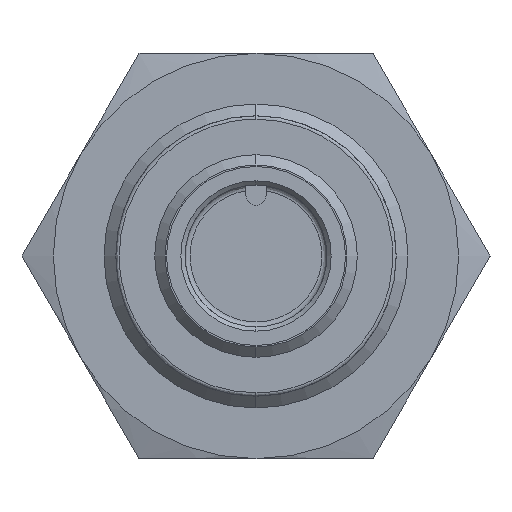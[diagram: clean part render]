
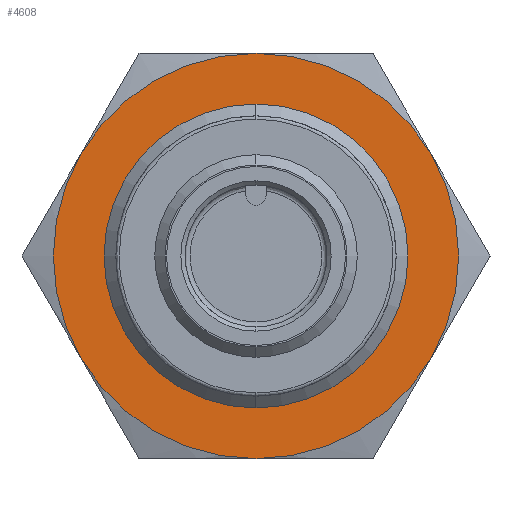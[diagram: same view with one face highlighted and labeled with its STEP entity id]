
A CAD part, left-side view. The second image highlights one B-rep face of the part: STEP entity #4608.
In plain terms, the highlighted planar face has unit normal (-1, 0, 0).
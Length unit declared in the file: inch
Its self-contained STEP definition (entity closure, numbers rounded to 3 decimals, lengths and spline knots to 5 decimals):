
#3 = AXIS2_PLACEMENT_3D ( 'NONE', #5664, #324, #2982 ) ;
#34 = EDGE_CURVE ( 'NONE', #5244, #1801, #433, .T. ) ;
#263 = CIRCLE ( 'NONE', #5080, 0.35433 ) ;
#324 = DIRECTION ( 'NONE',  ( 1., 0., 0. ) ) ;
#422 = EDGE_CURVE ( 'NONE', #4052, #5151, #696, .T. ) ;
#433 = CIRCLE ( 'NONE', #4240, 0.47244 ) ;
#463 = DIRECTION ( 'NONE',  ( 1., 0., 0. ) ) ;
#564 = ORIENTED_EDGE ( 'NONE', *, *, #422, .F. ) ;
#696 = CIRCLE ( 'NONE', #3260, 0.47244 ) ;
#732 = DIRECTION ( 'NONE',  ( 1., 0., 0. ) ) ;
#843 = DIRECTION ( 'NONE',  ( 1., 0., 0. ) ) ;
#851 = CARTESIAN_POINT ( 'NONE',  ( 1.61417, 0., -0.35433 ) ) ;
#1130 = VERTEX_POINT ( 'NONE', #851 ) ;
#1148 = CARTESIAN_POINT ( 'NONE',  ( 1.61417, 0., 0. ) ) ;
#1167 = ORIENTED_EDGE ( 'NONE', *, *, #2398, .F. ) ;
#1219 = CARTESIAN_POINT ( 'NONE',  ( 1.61417, 0., 0. ) ) ;
#1257 = DIRECTION ( 'NONE',  ( 0., 0., -1. ) ) ;
#1335 = CARTESIAN_POINT ( 'NONE',  ( 1.61417, -0.40915, 0.23622 ) ) ;
#1351 = VERTEX_POINT ( 'NONE', #1335 ) ;
#1374 = DIRECTION ( 'NONE',  ( 1., 0., 0. ) ) ;
#1455 = CARTESIAN_POINT ( 'NONE',  ( 1.61417, 0., 0.35433 ) ) ;
#1509 = VERTEX_POINT ( 'NONE', #1455 ) ;
#1510 = CARTESIAN_POINT ( 'NONE',  ( 1.61417, 0., 0.47244 ) ) ;
#1585 = CIRCLE ( 'NONE', #3, 0.47244 ) ;
#1638 = CIRCLE ( 'NONE', #5615, 0.47244 ) ;
#1679 = DIRECTION ( 'NONE',  ( 1., 0., 0. ) ) ;
#1712 = CARTESIAN_POINT ( 'NONE',  ( 1.61417, 0., 0. ) ) ;
#1718 = PLANE ( 'NONE',  #2844 ) ;
#1780 = CARTESIAN_POINT ( 'NONE',  ( 1.61417, 0., -0.47244 ) ) ;
#1782 = VERTEX_POINT ( 'NONE', #4230 ) ;
#1801 = VERTEX_POINT ( 'NONE', #1510 ) ;
#1822 = CARTESIAN_POINT ( 'NONE',  ( 1.61417, 0., 0. ) ) ;
#2096 = EDGE_CURVE ( 'NONE', #1130, #1509, #263, .T. ) ;
#2097 = CARTESIAN_POINT ( 'NONE',  ( 1.61417, 0.40915, 0.23622 ) ) ;
#2136 = CIRCLE ( 'NONE', #5376, 0.47244 ) ;
#2152 = DIRECTION ( 'NONE',  ( 1., 0., 0. ) ) ;
#2267 = CIRCLE ( 'NONE', #5653, 0.35433 ) ;
#2398 = EDGE_CURVE ( 'NONE', #1782, #4052, #1585, .T. ) ;
#2558 = DIRECTION ( 'NONE',  ( 0., 0., -1. ) ) ;
#2572 = DIRECTION ( 'NONE',  ( 0., 0., 1. ) ) ;
#2600 = ORIENTED_EDGE ( 'NONE', *, *, #3283, .F. ) ;
#2844 = AXIS2_PLACEMENT_3D ( 'NONE', #3058, #3937, #5289 ) ;
#2927 = DIRECTION ( 'NONE',  ( 1., 0., 0. ) ) ;
#2982 = DIRECTION ( 'NONE',  ( 0., 0., -1. ) ) ;
#3058 = CARTESIAN_POINT ( 'NONE',  ( 1.61417, -0.23622, 0. ) ) ;
#3083 = CARTESIAN_POINT ( 'NONE',  ( 1.61417, 0., 0. ) ) ;
#3126 = CARTESIAN_POINT ( 'NONE',  ( 1.61417, 0.40915, -0.23622 ) ) ;
#3245 = ORIENTED_EDGE ( 'NONE', *, *, #34, .F. ) ;
#3260 = AXIS2_PLACEMENT_3D ( 'NONE', #5306, #843, #1257 ) ;
#3283 = EDGE_CURVE ( 'NONE', #1351, #1782, #3807, .T. ) ;
#3349 = EDGE_LOOP ( 'NONE', ( #1167, #2600, #5633, #3245, #5349, #564 ) ) ;
#3715 = FACE_OUTER_BOUND ( 'NONE', #3349, .T. ) ;
#3778 = AXIS2_PLACEMENT_3D ( 'NONE', #1148, #2927, #2558 ) ;
#3807 = CIRCLE ( 'NONE', #3778, 0.47244 ) ;
#3867 = FACE_BOUND ( 'NONE', #4381, .T. ) ;
#3937 = DIRECTION ( 'NONE',  ( -1., 0., 0. ) ) ;
#4052 = VERTEX_POINT ( 'NONE', #1780 ) ;
#4230 = CARTESIAN_POINT ( 'NONE',  ( 1.61417, -0.40915, -0.23622 ) ) ;
#4240 = AXIS2_PLACEMENT_3D ( 'NONE', #1712, #1679, #4302 ) ;
#4302 = DIRECTION ( 'NONE',  ( 0., 0., -1. ) ) ;
#4355 = EDGE_CURVE ( 'NONE', #5151, #5244, #2136, .T. ) ;
#4381 = EDGE_LOOP ( 'NONE', ( #5510, #4533 ) ) ;
#4480 = DIRECTION ( 'NONE',  ( 0., 0., -1. ) ) ;
#4487 = DIRECTION ( 'NONE',  ( 0., 0., 1. ) ) ;
#4533 = ORIENTED_EDGE ( 'NONE', *, *, #2096, .T. ) ;
#4608 = ADVANCED_FACE ( 'NONE', ( #3715, #3867 ), #1718, .T. ) ;
#4654 = EDGE_CURVE ( 'NONE', #1509, #1130, #2267, .T. ) ;
#4858 = EDGE_CURVE ( 'NONE', #1801, #1351, #1638, .T. ) ;
#5080 = AXIS2_PLACEMENT_3D ( 'NONE', #1822, #463, #4487 ) ;
#5151 = VERTEX_POINT ( 'NONE', #3126 ) ;
#5177 = DIRECTION ( 'NONE',  ( 0., 0., -1. ) ) ;
#5198 = CARTESIAN_POINT ( 'NONE',  ( 1.61417, 0., 0. ) ) ;
#5244 = VERTEX_POINT ( 'NONE', #2097 ) ;
#5289 = DIRECTION ( 'NONE',  ( 0., 0., 1. ) ) ;
#5306 = CARTESIAN_POINT ( 'NONE',  ( 1.61417, 0., 0. ) ) ;
#5349 = ORIENTED_EDGE ( 'NONE', *, *, #4355, .F. ) ;
#5376 = AXIS2_PLACEMENT_3D ( 'NONE', #5198, #732, #5177 ) ;
#5510 = ORIENTED_EDGE ( 'NONE', *, *, #4654, .T. ) ;
#5615 = AXIS2_PLACEMENT_3D ( 'NONE', #3083, #1374, #4480 ) ;
#5633 = ORIENTED_EDGE ( 'NONE', *, *, #4858, .F. ) ;
#5653 = AXIS2_PLACEMENT_3D ( 'NONE', #1219, #2152, #2572 ) ;
#5664 = CARTESIAN_POINT ( 'NONE',  ( 1.61417, 0., 0. ) ) ;
